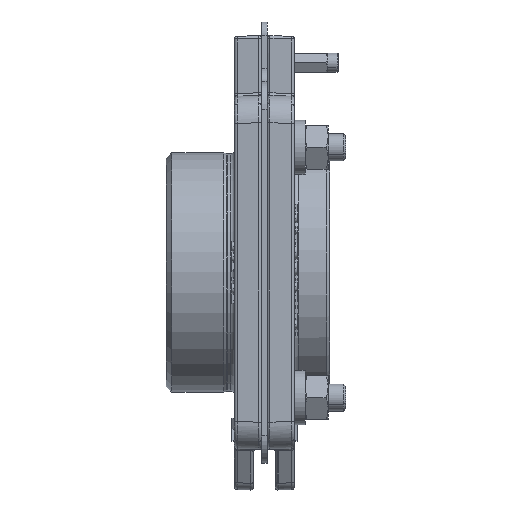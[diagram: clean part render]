
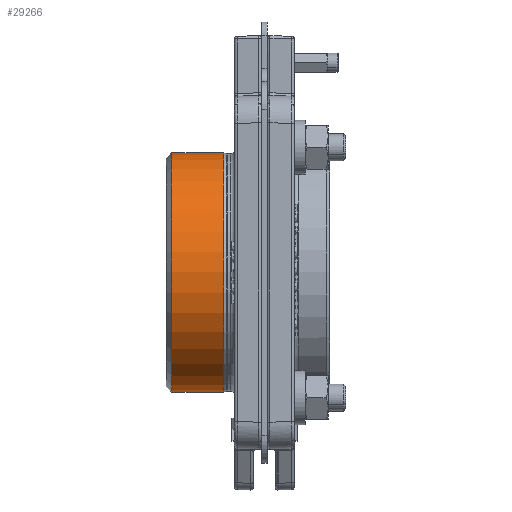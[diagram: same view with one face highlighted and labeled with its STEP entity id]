
A CAD part, left-side view. The second image highlights one B-rep face of the part: STEP entity #29266.
In plain terms, the highlighted cylindrical face has radius 43.94 mm (diameter 87.88 mm), a partial arc.
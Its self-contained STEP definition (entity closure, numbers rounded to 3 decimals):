
#4829 = ORIENTED_EDGE ( 'NONE', *, *, #85826, .T. ) ;
#4832 = ORIENTED_EDGE ( 'NONE', *, *, #85869, .T. ) ;
#4860 = ORIENTED_EDGE ( 'NONE', *, *, #85881, .F. ) ;
#4986 = ORIENTED_EDGE ( 'NONE', *, *, #85789, .F. ) ;
#29266 = ADVANCED_FACE ( 'NONE', ( #99606 ), #99607, .T. ) ;
#80659 = AXIS2_PLACEMENT_3D ( 'NONE', #93726, #93710, #93709 ) ;
#84311 = EDGE_LOOP ( 'NONE', ( #4860, #4986, #4832, #4829 ) ) ;
#85789 = EDGE_CURVE ( 'NONE', #87478, #87479, #124368, .T. ) ;
#85826 = EDGE_CURVE ( 'NONE', #87476, #87477, #124383, .T. ) ;
#85869 = EDGE_CURVE ( 'NONE', #87478, #87476, #124403, .T. ) ;
#85881 = EDGE_CURVE ( 'NONE', #87479, #87477, #124414, .T. ) ;
#87476 = VERTEX_POINT ( 'NONE', #140100 ) ;
#87477 = VERTEX_POINT ( 'NONE', #140101 ) ;
#87478 = VERTEX_POINT ( 'NONE', #140103 ) ;
#87479 = VERTEX_POINT ( 'NONE', #140105 ) ;
#93709 = DIRECTION ( 'NONE',  ( 0., 0., 1. ) ) ;
#93710 = DIRECTION ( 'NONE',  ( 0., 1., 0. ) ) ;
#93726 = CARTESIAN_POINT ( 'NONE',  ( -0.217, -146.856, 0. ) ) ;
#99606 = FACE_OUTER_BOUND ( 'NONE', #84311, .T. ) ;
#99607 = CYLINDRICAL_SURFACE ( 'NONE', #80659, 43.94 ) ;
#105432 = AXIS2_PLACEMENT_3D ( 'NONE', #127678, #127679, #127681 ) ;
#105445 = AXIS2_PLACEMENT_3D ( 'NONE', #127750, #127763, #127765 ) ;
#124368 = CIRCLE ( 'NONE', #105432, 43.94 ) ;
#124383 = CIRCLE ( 'NONE', #105445, 43.94 ) ;
#124403 = LINE ( 'NONE', #127862, #124404 ) ;
#124404 = VECTOR ( 'NONE', #127864, 1000. ) ;
#124414 = LINE ( 'NONE', #127888, #124415 ) ;
#124415 = VECTOR ( 'NONE', #127891, 1000. ) ;
#127678 = CARTESIAN_POINT ( 'NONE',  ( -0.217, -2.848, 0. ) ) ;
#127679 = DIRECTION ( 'NONE',  ( 0., -1., 0. ) ) ;
#127681 = DIRECTION ( 'NONE',  ( 0., 0., 1. ) ) ;
#127750 = CARTESIAN_POINT ( 'NONE',  ( -0.217, 16.152, 0. ) ) ;
#127763 = DIRECTION ( 'NONE',  ( 0., -1., 0. ) ) ;
#127765 = DIRECTION ( 'NONE',  ( 0., 0., 1. ) ) ;
#127862 = CARTESIAN_POINT ( 'NONE',  ( -0.217, -146.856, 43.94 ) ) ;
#127864 = DIRECTION ( 'NONE',  ( 0., 1., 0. ) ) ;
#127888 = CARTESIAN_POINT ( 'NONE',  ( -0.217, -146.856, -43.94 ) ) ;
#127891 = DIRECTION ( 'NONE',  ( 0., 1., 0. ) ) ;
#140100 = CARTESIAN_POINT ( 'NONE',  ( -0.217, 16.152, 43.94 ) ) ;
#140101 = CARTESIAN_POINT ( 'NONE',  ( -0.217, 16.152, -43.94 ) ) ;
#140103 = CARTESIAN_POINT ( 'NONE',  ( -0.217, -2.848, 43.94 ) ) ;
#140105 = CARTESIAN_POINT ( 'NONE',  ( -0.217, -2.848, -43.94 ) ) ;
